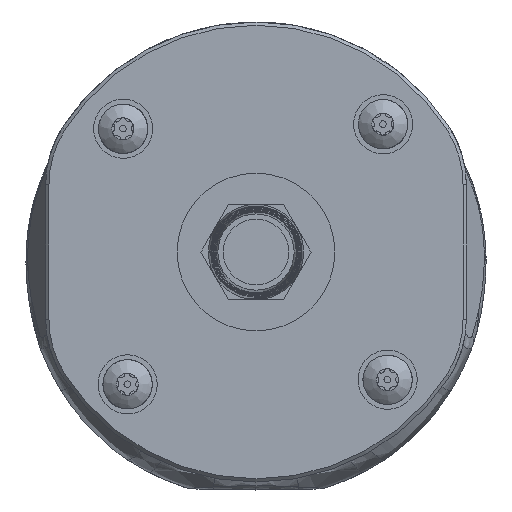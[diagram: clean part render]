
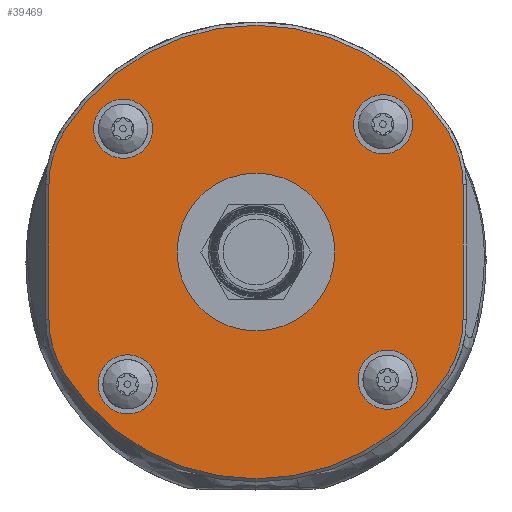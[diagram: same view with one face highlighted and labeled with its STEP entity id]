
A CAD part, front view. The second image highlights one B-rep face of the part: STEP entity #39469.
In plain terms, the highlighted planar face has unit normal (0, -1, 0).
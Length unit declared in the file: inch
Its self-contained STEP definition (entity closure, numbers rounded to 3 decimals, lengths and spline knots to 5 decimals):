
#390 = DIRECTION ( 'NONE',  ( 0., 0., 1. ) ) ;
#445 = CIRCLE ( 'NONE', #44957, 1.35827 ) ;
#893 = DIRECTION ( 'NONE',  ( 0., 1., 0. ) ) ;
#1084 = CARTESIAN_POINT ( 'NONE',  ( -0.62992, 0.09843, -0.97453 ) ) ;
#1102 = CIRCLE ( 'NONE', #6216, 0.08858 ) ;
#1377 = VERTEX_POINT ( 'NONE', #32638 ) ;
#1516 = VERTEX_POINT ( 'NONE', #41755 ) ;
#1723 = EDGE_LOOP ( 'NONE', ( #26842 ) ) ;
#4055 = ORIENTED_EDGE ( 'NONE', *, *, #15960, .T. ) ;
#4685 = CARTESIAN_POINT ( 'NONE',  ( -1.24016, 0.09843, -1.78138 ) ) ;
#4872 = CARTESIAN_POINT ( 'NONE',  ( 1.1438, 0.09843, -2.11048 ) ) ;
#6140 = DIRECTION ( 'NONE',  ( 0., 0., -1. ) ) ;
#6216 = AXIS2_PLACEMENT_3D ( 'NONE', #59779, #29585, #36334 ) ;
#6351 = DIRECTION ( 'NONE',  ( 0., 0., 1. ) ) ;
#6354 = EDGE_CURVE ( 'NONE', #70152, #23841, #34061, .T. ) ;
#7658 = DIRECTION ( 'NONE',  ( 0., 0., -1. ) ) ;
#7845 = DIRECTION ( 'NONE',  ( 0., 0., 1. ) ) ;
#8294 = CARTESIAN_POINT ( 'NONE',  ( 0.76181, 0.09843, -0.70097 ) ) ;
#8365 = CARTESIAN_POINT ( 'NONE',  ( 0., 0.09843, -1.37795 ) ) ;
#8694 = DIRECTION ( 'NONE',  ( 0., 1., 0. ) ) ;
#8761 = DIRECTION ( 'NONE',  ( 0., 1., 0. ) ) ;
#11288 = CARTESIAN_POINT ( 'NONE',  ( -0.62992, 0.09843, -1.78138 ) ) ;
#12043 = CARTESIAN_POINT ( 'NONE',  ( -0.76181, 0.09843, -2.14352 ) ) ;
#12107 = LINE ( 'NONE', #36387, #21832 ) ;
#12980 = EDGE_CURVE ( 'NONE', #66784, #66784, #1102, .T. ) ;
#13906 = DIRECTION ( 'NONE',  ( 0., 1., 0. ) ) ;
#13933 = ORIENTED_EDGE ( 'NONE', *, *, #21207, .F. ) ;
#14225 = CIRCLE ( 'NONE', #29488, 0.61024 ) ;
#15243 = DIRECTION ( 'NONE',  ( 0., 1., 0. ) ) ;
#15612 = EDGE_CURVE ( 'NONE', #70152, #1516, #27068, .T. ) ;
#15811 = DIRECTION ( 'NONE',  ( 0., 1., 0. ) ) ;
#15861 = DIRECTION ( 'NONE',  ( 0., 1., 0. ) ) ;
#15960 = EDGE_CURVE ( 'NONE', #41825, #41825, #60983, .T. ) ;
#16026 = AXIS2_PLACEMENT_3D ( 'NONE', #8365, #8761, #27083 ) ;
#16475 = ORIENTED_EDGE ( 'NONE', *, *, #15612, .T. ) ;
#16928 = AXIS2_PLACEMENT_3D ( 'NONE', #12043, #893, #7658 ) ;
#18321 = CARTESIAN_POINT ( 'NONE',  ( -0.76181, 0.09843, -0.70097 ) ) ;
#18522 = EDGE_CURVE ( 'NONE', #23841, #51127, #52215, .T. ) ;
#21207 = EDGE_CURVE ( 'NONE', #1377, #64953, #445, .T. ) ;
#21432 = DIRECTION ( 'NONE',  ( 0., 0., 1. ) ) ;
#21585 = CARTESIAN_POINT ( 'NONE',  ( 0., 0.09843, -1.37795 ) ) ;
#21832 = VECTOR ( 'NONE', #6140, 39.37008 ) ;
#22026 = CIRCLE ( 'NONE', #16928, 0.08858 ) ;
#22399 = CARTESIAN_POINT ( 'NONE',  ( 0., 0.09843, -1.37795 ) ) ;
#23367 = CIRCLE ( 'NONE', #33517, 0.61024 ) ;
#23410 = CIRCLE ( 'NONE', #74129, 0.61024 ) ;
#23544 = CARTESIAN_POINT ( 'NONE',  ( -1.1438, 0.09843, -2.11048 ) ) ;
#23841 = VERTEX_POINT ( 'NONE', #4872 ) ;
#24658 = CARTESIAN_POINT ( 'NONE',  ( 0.62992, 0.09843, -1.78138 ) ) ;
#24953 = AXIS2_PLACEMENT_3D ( 'NONE', #57983, #8694, #63527 ) ;
#25024 = EDGE_CURVE ( 'NONE', #65665, #65665, #22026, .T. ) ;
#26611 = VERTEX_POINT ( 'NONE', #8294 ) ;
#26687 = PLANE ( 'NONE',  #16026 ) ;
#26760 = EDGE_LOOP ( 'NONE', ( #41771, #16475, #52250, #13933, #34121, #60266, #39944, #57891 ) ) ;
#26842 = ORIENTED_EDGE ( 'NONE', *, *, #35446, .T. ) ;
#27068 = LINE ( 'NONE', #33024, #63515 ) ;
#27083 = DIRECTION ( 'NONE',  ( 0., 0., 1. ) ) ;
#29488 = AXIS2_PLACEMENT_3D ( 'NONE', #11288, #76426, #71264 ) ;
#29585 = DIRECTION ( 'NONE',  ( 0., 1., 0. ) ) ;
#29945 = DIRECTION ( 'NONE',  ( 0., 0., -1. ) ) ;
#30035 = ORIENTED_EDGE ( 'NONE', *, *, #12980, .T. ) ;
#30788 = EDGE_CURVE ( 'NONE', #64953, #1516, #23367, .T. ) ;
#30959 = VERTEX_POINT ( 'NONE', #4685 ) ;
#32638 = CARTESIAN_POINT ( 'NONE',  ( -1.1438, 0.09843, -0.64542 ) ) ;
#33024 = CARTESIAN_POINT ( 'NONE',  ( 1.24016, 0.09843, -0.97453 ) ) ;
#33517 = AXIS2_PLACEMENT_3D ( 'NONE', #40507, #15861, #21432 ) ;
#34061 = CIRCLE ( 'NONE', #65735, 0.61024 ) ;
#34121 = ORIENTED_EDGE ( 'NONE', *, *, #58427, .F. ) ;
#34339 = AXIS2_PLACEMENT_3D ( 'NONE', #70215, #15811, #58326 ) ;
#34589 = DIRECTION ( 'NONE',  ( 0., 0., 1. ) ) ;
#35135 = CARTESIAN_POINT ( 'NONE',  ( -1.24016, 0.09843, -0.97453 ) ) ;
#35446 = EDGE_CURVE ( 'NONE', #26611, #26611, #69337, .T. ) ;
#36334 = DIRECTION ( 'NONE',  ( 0., 0., -1. ) ) ;
#36387 = CARTESIAN_POINT ( 'NONE',  ( -1.24016, 0.09843, -1.78138 ) ) ;
#38108 = DIRECTION ( 'NONE',  ( 0., 1., 0. ) ) ;
#38786 = CARTESIAN_POINT ( 'NONE',  ( 1.1438, 0.09843, -0.64542 ) ) ;
#39469 = ADVANCED_FACE ( 'NONE', ( #56899, #76662, #70721, #62815, #75504, #45783 ), #26687, .F. ) ;
#39944 = ORIENTED_EDGE ( 'NONE', *, *, #78045, .F. ) ;
#40507 = CARTESIAN_POINT ( 'NONE',  ( 0.62992, 0.09843, -0.97453 ) ) ;
#41755 = CARTESIAN_POINT ( 'NONE',  ( 1.24016, 0.09843, -0.97453 ) ) ;
#41771 = ORIENTED_EDGE ( 'NONE', *, *, #6354, .F. ) ;
#41825 = VERTEX_POINT ( 'NONE', #18321 ) ;
#42974 = CARTESIAN_POINT ( 'NONE',  ( 0., 0.09843, -1.37795 ) ) ;
#44837 = EDGE_LOOP ( 'NONE', ( #30035 ) ) ;
#44957 = AXIS2_PLACEMENT_3D ( 'NONE', #42974, #13906, #6351 ) ;
#45783 = FACE_OUTER_BOUND ( 'NONE', #26760, .T. ) ;
#45807 = EDGE_CURVE ( 'NONE', #55361, #55361, #54673, .T. ) ;
#46027 = ORIENTED_EDGE ( 'NONE', *, *, #45807, .T. ) ;
#47503 = CARTESIAN_POINT ( 'NONE',  ( 1.24016, 0.09843, -1.78138 ) ) ;
#47737 = EDGE_LOOP ( 'NONE', ( #4055 ) ) ;
#49029 = CARTESIAN_POINT ( 'NONE',  ( 0., 0.09843, -1.74213 ) ) ;
#51127 = VERTEX_POINT ( 'NONE', #23544 ) ;
#52215 = CIRCLE ( 'NONE', #75009, 1.35827 ) ;
#52250 = ORIENTED_EDGE ( 'NONE', *, *, #30788, .F. ) ;
#52633 = DIRECTION ( 'NONE',  ( 0., 1., 0. ) ) ;
#52744 = EDGE_CURVE ( 'NONE', #53578, #30959, #12107, .T. ) ;
#53578 = VERTEX_POINT ( 'NONE', #35135 ) ;
#54673 = CIRCLE ( 'NONE', #74896, 0.36417 ) ;
#55361 = VERTEX_POINT ( 'NONE', #49029 ) ;
#56212 = ORIENTED_EDGE ( 'NONE', *, *, #25024, .T. ) ;
#56899 = FACE_BOUND ( 'NONE', #78032, .T. ) ;
#57755 = DIRECTION ( 'NONE',  ( 0., 0., 1. ) ) ;
#57891 = ORIENTED_EDGE ( 'NONE', *, *, #18522, .F. ) ;
#57983 = CARTESIAN_POINT ( 'NONE',  ( 0.76181, 0.09843, -0.61238 ) ) ;
#58326 = DIRECTION ( 'NONE',  ( 0., 0., -1. ) ) ;
#58427 = EDGE_CURVE ( 'NONE', #53578, #1377, #23410, .T. ) ;
#59370 = DIRECTION ( 'NONE',  ( 0., 1., 0. ) ) ;
#59779 = CARTESIAN_POINT ( 'NONE',  ( 0.76181, 0.09843, -2.14352 ) ) ;
#60266 = ORIENTED_EDGE ( 'NONE', *, *, #52744, .T. ) ;
#60983 = CIRCLE ( 'NONE', #34339, 0.08858 ) ;
#62815 = FACE_BOUND ( 'NONE', #44837, .T. ) ;
#63515 = VECTOR ( 'NONE', #34589, 39.37008 ) ;
#63527 = DIRECTION ( 'NONE',  ( 0., 0., -1. ) ) ;
#64953 = VERTEX_POINT ( 'NONE', #38786 ) ;
#65665 = VERTEX_POINT ( 'NONE', #76776 ) ;
#65735 = AXIS2_PLACEMENT_3D ( 'NONE', #24658, #59370, #390 ) ;
#66784 = VERTEX_POINT ( 'NONE', #73128 ) ;
#69337 = CIRCLE ( 'NONE', #24953, 0.08858 ) ;
#70152 = VERTEX_POINT ( 'NONE', #47503 ) ;
#70215 = CARTESIAN_POINT ( 'NONE',  ( -0.76181, 0.09843, -0.61238 ) ) ;
#70721 = FACE_BOUND ( 'NONE', #1723, .T. ) ;
#71264 = DIRECTION ( 'NONE',  ( 0., 0., 1. ) ) ;
#73128 = CARTESIAN_POINT ( 'NONE',  ( 0.76181, 0.09843, -2.2321 ) ) ;
#74129 = AXIS2_PLACEMENT_3D ( 'NONE', #1084, #38108, #7845 ) ;
#74896 = AXIS2_PLACEMENT_3D ( 'NONE', #22399, #52633, #29945 ) ;
#75009 = AXIS2_PLACEMENT_3D ( 'NONE', #21585, #15243, #57755 ) ;
#75336 = EDGE_LOOP ( 'NONE', ( #56212 ) ) ;
#75504 = FACE_BOUND ( 'NONE', #75336, .T. ) ;
#76426 = DIRECTION ( 'NONE',  ( 0., 1., 0. ) ) ;
#76662 = FACE_BOUND ( 'NONE', #47737, .T. ) ;
#76776 = CARTESIAN_POINT ( 'NONE',  ( -0.76181, 0.09843, -2.2321 ) ) ;
#78032 = EDGE_LOOP ( 'NONE', ( #46027 ) ) ;
#78045 = EDGE_CURVE ( 'NONE', #51127, #30959, #14225, .T. ) ;
